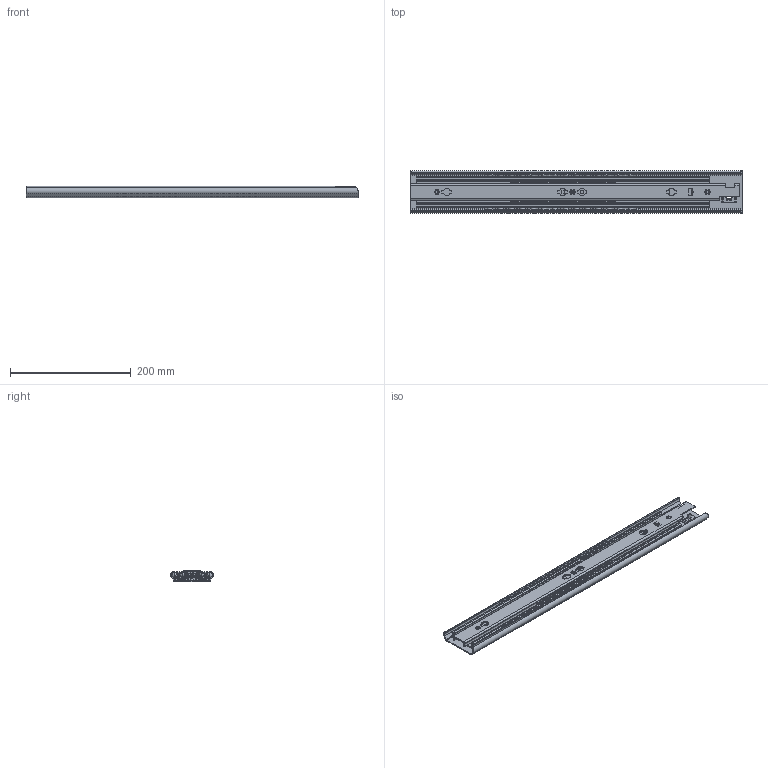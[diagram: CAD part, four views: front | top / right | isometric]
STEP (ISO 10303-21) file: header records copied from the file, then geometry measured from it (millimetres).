
FILE_DESCRIPTION(/* description */ ('TITAN-F- 550/550mm (18.5) Zinc-Magnesium'),/* implementation_level */ '2;1');
FILE_NAME(/* name */ 'M01-AB9_00_closed.stp',/* time_stamp */ '2025-09-08T11:48:00+02:00',/* author */ ('l.hoffmann'),/* organization */ (''),/* preprocessor_version */ 'ST-DEVELOPER v20',/* originating_system */ 'Autodesk Inventor 2022',/* authorisation */ '');
FILE_SCHEMA (('AUTOMOTIVE_DESIGN { 1 0 10303 214 3 1 1 }'));
Length unit declared in the file: millimetre
Products named in the file (14): M01-F83; 511-M01-F83-TM1; 511-M01-F83-TM1_1; E000179058; E000179055; E000179054; 512-M01-F83-TM2; 512-M01-F83-TM2_1; E000179067; E000179045; E000179065; E000179064; 514-M01-F83-TM3; 514-M01-F83-TM3_1
Assembly tree (37 placements, depth 3):
  M01-F83
    511-M01-F83-TM1
      511-M01-F83-TM1_1
    E000179058
      E000179045
      E000179055
      E000179054  x14
    512-M01-F83-TM2
      512-M01-F83-TM2_1
    E000179067
      E000179045
      E000179065
      E000179064  x11
    514-M01-F83-TM3
      514-M01-F83-TM3_1
Bounding box: 550 x 70.9 x 18.4 mm (x, y, z)
Volume: 261348.2 mm3; surface area: 312740 mm2
Topology: 55 solids, 55 shells, 1417 faces, 4249 edges, 2825 vertices
Faces by surface type: plane 691, cylinder 634, sphere 50, cone 42
Full cylindrical faces by diameter (mm): 7.9 x22, 8 x2, 9 x28, 13 x3
Entity records: 49162 total; most frequent: CARTESIAN_POINT 10179, ORIENTED_EDGE 8206, DIRECTION 8039, EDGE_CURVE 4103, VERTEX_POINT 2733, AXIS2_PLACEMENT_3D 2717, LINE 2605, VECTOR 2605
